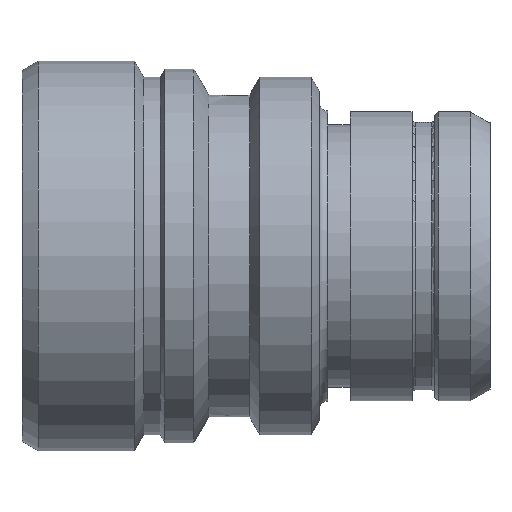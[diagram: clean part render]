
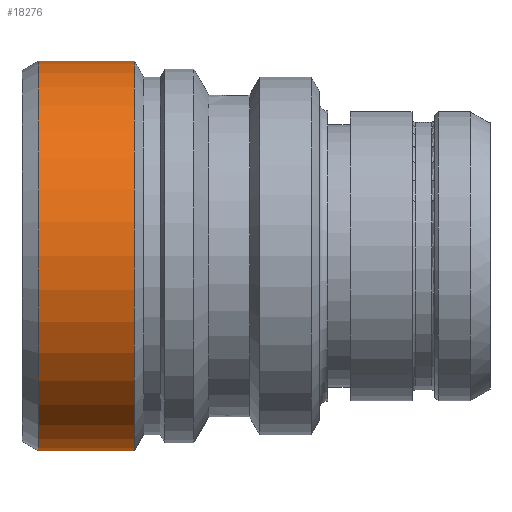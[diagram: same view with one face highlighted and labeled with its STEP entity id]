
A CAD part, top view. The second image highlights one B-rep face of the part: STEP entity #18276.
In plain terms, the highlighted cylindrical face has radius 12 mm (diameter 24 mm), a partial arc.
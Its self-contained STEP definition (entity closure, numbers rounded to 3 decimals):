
#476=CARTESIAN_POINT('',(1.,0.,0.));
#477=DIRECTION('',(1.,0.,0.));
#478=DIRECTION('',(0.,1.,0.));
#479=AXIS2_PLACEMENT_3D('',#476,#477,#478);
#481=CARTESIAN_POINT('',(6.923,0.,0.));
#482=DIRECTION('',(1.,0.,0.));
#483=DIRECTION('',(0.,1.,0.));
#484=AXIS2_PLACEMENT_3D('',#481,#482,#483);
#486=DIRECTION('',(-1.,0.,0.));
#487=VECTOR('',#486,5.923);
#488=CARTESIAN_POINT('',(6.923,12.,0.));
#489=LINE('1500',#488,#487);
#490=DIRECTION('',(-1.,0.,0.));
#491=VECTOR('',#490,5.923);
#492=CARTESIAN_POINT('',(6.923,-12.,0.));
#493=LINE('1515',#492,#491);
#14649=CARTESIAN_POINT('',(6.923,12.,0.));
#14650=VERTEX_POINT('',#14649);
#14651=CARTESIAN_POINT('',(1.,12.,0.));
#14652=VERTEX_POINT('',#14651);
#14685=CARTESIAN_POINT('',(6.923,-12.,0.));
#14686=VERTEX_POINT('',#14685);
#14687=CARTESIAN_POINT('',(1.,-12.,0.));
#14688=VERTEX_POINT('',#14687);
#18262=CARTESIAN_POINT('',(-1.44,0.,0.));
#18263=DIRECTION('',(1.,0.,0.));
#18264=DIRECTION('',(0.,-1.,0.));
#18265=AXIS2_PLACEMENT_3D('',#18262,#18263,#18264);
#18266=CYLINDRICAL_SURFACE('277',#18265,12.);
#18268=ORIENTED_EDGE('1500',*,*,#18267,.F.);
#18270=ORIENTED_EDGE('1533',*,*,#18269,.T.);
#18272=ORIENTED_EDGE('1515',*,*,#18271,.T.);
#18273=ORIENTED_EDGE('1534',*,*,#18248,.F.);
#18274=EDGE_LOOP('277',(#18268,#18270,#18272,#18273));
#18275=FACE_OUTER_BOUND('277',#18274,.F.);
#480=CIRCLE('1534',#479,12.);
#485=CIRCLE('1533',#484,12.);
#18248=EDGE_CURVE('1534',#14652,#14688,#480,.T.);
#18267=EDGE_CURVE('1500',#14650,#14652,#489,.T.);
#18269=EDGE_CURVE('1533',#14650,#14686,#485,.T.);
#18271=EDGE_CURVE('1515',#14686,#14688,#493,.T.);
#18276=ADVANCED_FACE('277',(#18275),#18266,.T.);
